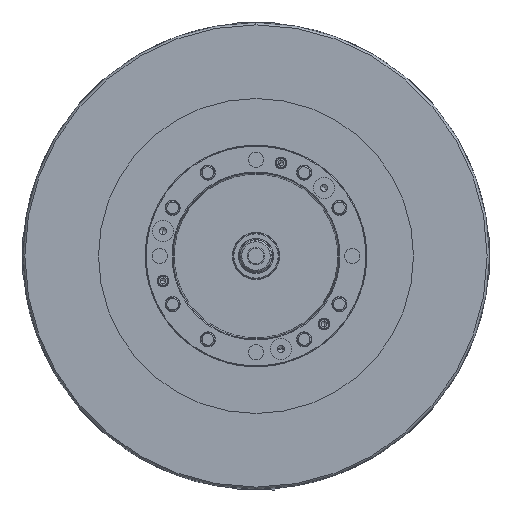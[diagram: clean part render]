
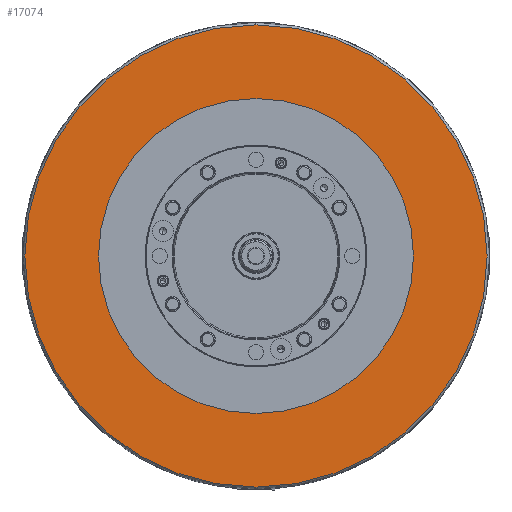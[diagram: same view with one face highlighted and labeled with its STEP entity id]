
A CAD part, left-side view. The second image highlights one B-rep face of the part: STEP entity #17074.
In plain terms, the highlighted planar face has unit normal (-1, 0, 0).
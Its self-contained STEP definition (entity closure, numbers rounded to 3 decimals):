
#78 = ORIENTED_EDGE ( 'NONE', *, *, #35081, .F. ) ;
#154 = CARTESIAN_POINT ( 'NONE',  ( -72.5, 0., -270. ) ) ;
#1381 = VERTEX_POINT ( 'NONE', #40877 ) ;
#3023 = EDGE_LOOP ( 'NONE', ( #50755, #50733 ) ) ;
#6277 = PLANE ( 'NONE',  #8388 ) ;
#6648 = AXIS2_PLACEMENT_3D ( 'NONE', #7760, #35225, #11699 ) ;
#7682 = DIRECTION ( 'NONE',  ( 1., 0., 0. ) ) ;
#7760 = CARTESIAN_POINT ( 'NONE',  ( -72.5, 0., 0. ) ) ;
#8388 = AXIS2_PLACEMENT_3D ( 'NONE', #49372, #14172, #41618 ) ;
#11699 = DIRECTION ( 'NONE',  ( 0., 0., 1. ) ) ;
#12340 = DIRECTION ( 'NONE',  ( -1., 0., 0. ) ) ;
#13587 = CIRCLE ( 'NONE', #45603, 396.242 ) ;
#14172 = DIRECTION ( 'NONE',  ( -1., 0., 0. ) ) ;
#15600 = FACE_BOUND ( 'NONE', #3023, .T. ) ;
#16239 = CARTESIAN_POINT ( 'NONE',  ( -72.5, 0., 270. ) ) ;
#16812 = FACE_OUTER_BOUND ( 'NONE', #50669, .T. ) ;
#17074 = ADVANCED_FACE ( 'NONE', ( #16812, #15600 ), #6277, .T. ) ;
#18012 = EDGE_CURVE ( 'NONE', #34064, #23511, #38803, .T. ) ;
#19028 = CARTESIAN_POINT ( 'NONE',  ( -72.5, 0., 396.242 ) ) ;
#19649 = CIRCLE ( 'NONE', #6648, 396.242 ) ;
#20743 = CARTESIAN_POINT ( 'NONE',  ( -72.5, 0., 0. ) ) ;
#23511 = VERTEX_POINT ( 'NONE', #16239 ) ;
#24679 = DIRECTION ( 'NONE',  ( 0., 0., 1. ) ) ;
#31190 = CARTESIAN_POINT ( 'NONE',  ( -72.5, 0., 0. ) ) ;
#34064 = VERTEX_POINT ( 'NONE', #154 ) ;
#34386 = AXIS2_PLACEMENT_3D ( 'NONE', #35861, #12340, #39808 ) ;
#35081 = EDGE_CURVE ( 'NONE', #43738, #1381, #19649, .T. ) ;
#35132 = DIRECTION ( 'NONE',  ( 0., 0., 1. ) ) ;
#35225 = DIRECTION ( 'NONE',  ( 1., 0., 0. ) ) ;
#35861 = CARTESIAN_POINT ( 'NONE',  ( -72.5, 0., 0. ) ) ;
#37168 = AXIS2_PLACEMENT_3D ( 'NONE', #20743, #48251, #24679 ) ;
#38803 = CIRCLE ( 'NONE', #34386, 270. ) ;
#39808 = DIRECTION ( 'NONE',  ( 0., 0., 1. ) ) ;
#40877 = CARTESIAN_POINT ( 'NONE',  ( -72.5, 0., -396.242 ) ) ;
#41570 = EDGE_CURVE ( 'NONE', #1381, #43738, #13587, .T. ) ;
#41618 = DIRECTION ( 'NONE',  ( 0., 0., 1. ) ) ;
#41821 = CIRCLE ( 'NONE', #37168, 270. ) ;
#43738 = VERTEX_POINT ( 'NONE', #19028 ) ;
#45267 = EDGE_CURVE ( 'NONE', #23511, #34064, #41821, .T. ) ;
#45603 = AXIS2_PLACEMENT_3D ( 'NONE', #31190, #7682, #35132 ) ;
#48251 = DIRECTION ( 'NONE',  ( -1., 0., 0. ) ) ;
#49372 = CARTESIAN_POINT ( 'NONE',  ( -72.5, 0., 0. ) ) ;
#50306 = ORIENTED_EDGE ( 'NONE', *, *, #41570, .F. ) ;
#50669 = EDGE_LOOP ( 'NONE', ( #50306, #78 ) ) ;
#50733 = ORIENTED_EDGE ( 'NONE', *, *, #18012, .F. ) ;
#50755 = ORIENTED_EDGE ( 'NONE', *, *, #45267, .F. ) ;
